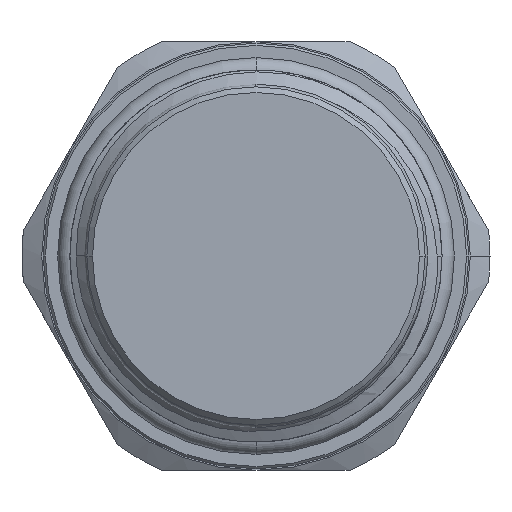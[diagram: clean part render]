
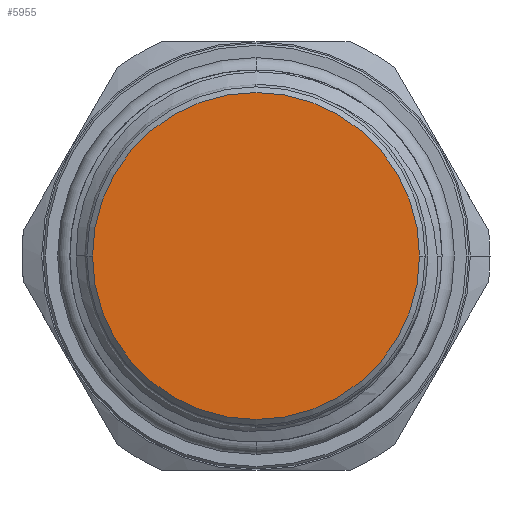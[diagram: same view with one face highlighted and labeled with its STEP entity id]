
A CAD part, left-side view. The second image highlights one B-rep face of the part: STEP entity #5955.
In plain terms, the highlighted planar face has unit normal (-1, 0, 0).
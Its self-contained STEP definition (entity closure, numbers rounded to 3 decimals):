
#2163 = VERTEX_POINT ( 'NONE', #13474 ) ;
#2207 = VERTEX_POINT ( 'NONE', #7239 ) ;
#5331 = CARTESIAN_POINT ( 'NONE',  ( -46.8, 0., 0. ) ) ;
#5332 = DIRECTION ( 'NONE',  ( -1., 0., 0. ) ) ;
#5333 = DIRECTION ( 'NONE',  ( 0., -1., 0. ) ) ;
#5955 = ADVANCED_FACE ( 'NONE', ( #8693 ), #7609, .F. ) ;
#7239 = CARTESIAN_POINT ( 'NONE',  ( -46.8, -14.5, 0. ) ) ;
#7590 = DIRECTION ( 'NONE',  ( 0., -1., 0. ) ) ;
#7598 = DIRECTION ( 'NONE',  ( 1., 0., 0. ) ) ;
#7609 = PLANE ( 'NONE',  #10112 ) ;
#7611 = CARTESIAN_POINT ( 'NONE',  ( -46.8, 0., 0. ) ) ;
#7675 = AXIS2_PLACEMENT_3D ( 'NONE', #5331, #5332, #5333 ) ;
#8081 = CIRCLE ( 'NONE', #7675, 14.5 ) ;
#8324 = CIRCLE ( 'NONE', #9062, 14.5 ) ;
#8693 = FACE_OUTER_BOUND ( 'NONE', #8791, .T. ) ;
#8791 = EDGE_LOOP ( 'NONE', ( #9341, #9281 ) ) ;
#9062 = AXIS2_PLACEMENT_3D ( 'NONE', #13093, #13094, #13095 ) ;
#9281 = ORIENTED_EDGE ( 'NONE', *, *, #9740, .T. ) ;
#9341 = ORIENTED_EDGE ( 'NONE', *, *, #13357, .T. ) ;
#9740 = EDGE_CURVE ( 'NONE', #2163, #2207, #8324, .T. ) ;
#10112 = AXIS2_PLACEMENT_3D ( 'NONE', #7611, #7598, #7590 ) ;
#13093 = CARTESIAN_POINT ( 'NONE',  ( -46.8, 0., 0. ) ) ;
#13094 = DIRECTION ( 'NONE',  ( -1., 0., 0. ) ) ;
#13095 = DIRECTION ( 'NONE',  ( 0., -1., 0. ) ) ;
#13357 = EDGE_CURVE ( 'NONE', #2207, #2163, #8081, .T. ) ;
#13474 = CARTESIAN_POINT ( 'NONE',  ( -46.8, 14.5, 0. ) ) ;
